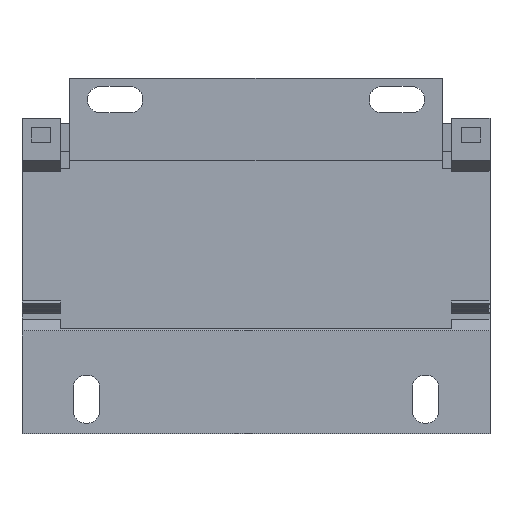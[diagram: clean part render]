
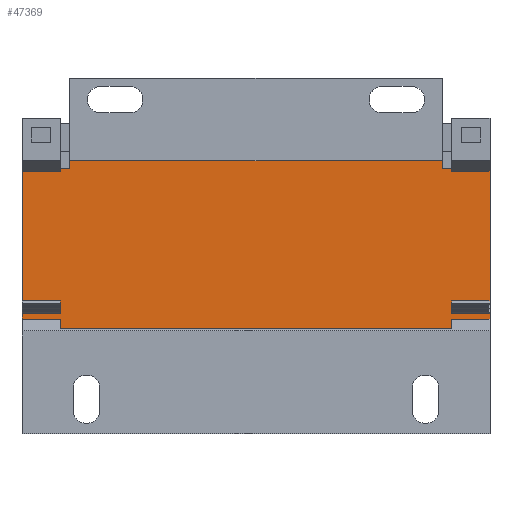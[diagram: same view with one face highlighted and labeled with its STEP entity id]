
A CAD part, top view. The second image highlights one B-rep face of the part: STEP entity #47369.
In plain terms, the highlighted planar face has unit normal (0, 0, 1).
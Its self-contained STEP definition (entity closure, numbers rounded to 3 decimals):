
#3249=CARTESIAN_POINT('',(41.,16.85,42.5));
#3250=VERTEX_POINT('',#3249);
#3257=CARTESIAN_POINT('',(49.0,16.85,42.5));
#3258=VERTEX_POINT('',#3257);
#3259=CARTESIAN_POINT('',(49.0,16.85,42.5));
#3260=DIRECTION('',(-1.0,0.0,0.0));
#3261=VECTOR('',#3260,8.0);
#3262=LINE('',#3259,#3261);
#3263=EDGE_CURVE('',#3258,#3250,#3262,.T.);
#3295=CARTESIAN_POINT('',(39.0,16.85,42.5));
#3296=VERTEX_POINT('',#3295);
#3303=CARTESIAN_POINT('',(41.,16.85,42.5));
#3304=DIRECTION('',(-1.0,0.0,0.0));
#3305=VECTOR('',#3304,2.0);
#3306=LINE('',#3303,#3305);
#3307=EDGE_CURVE('',#3250,#3296,#3306,.T.);
#3317=CARTESIAN_POINT('',(-39.0,16.85,42.5));
#3318=VERTEX_POINT('',#3317);
#3335=CARTESIAN_POINT('',(-41.,16.85,42.5));
#3336=VERTEX_POINT('',#3335);
#3343=CARTESIAN_POINT('',(-39.0,16.85,42.5));
#3344=DIRECTION('',(-1.0,0.0,0.0));
#3345=VECTOR('',#3344,2.0);
#3346=LINE('',#3343,#3345);
#3347=EDGE_CURVE('',#3318,#3336,#3346,.T.);
#3970=CARTESIAN_POINT('',(39.0,18.45,42.5));
#3971=VERTEX_POINT('',#3970);
#3978=CARTESIAN_POINT('',(39.0,18.45,42.5));
#3979=DIRECTION('',(0.0,-1.0,0.0));
#3980=VECTOR('',#3979,1.6);
#3981=LINE('',#3978,#3980);
#3982=EDGE_CURVE('',#3971,#3296,#3981,.T.);
#4232=CARTESIAN_POINT('',(-49.0,16.85,42.5));
#4233=VERTEX_POINT('',#4232);
#4234=CARTESIAN_POINT('',(-41.,16.85,42.5));
#4235=DIRECTION('',(-1.0,0.0,0.0));
#4236=VECTOR('',#4235,8.0);
#4237=LINE('',#4234,#4236);
#4238=EDGE_CURVE('',#3336,#4233,#4237,.T.);
#5140=CARTESIAN_POINT('',(-39.0,18.45,42.5));
#5141=VERTEX_POINT('',#5140);
#5142=CARTESIAN_POINT('',(-39.0,18.45,42.5));
#5143=DIRECTION('',(0.0,-1.0,0.0));
#5144=VECTOR('',#5143,1.6);
#5145=LINE('',#5142,#5144);
#5146=EDGE_CURVE('',#5141,#3318,#5145,.T.);
#8260=CARTESIAN_POINT('',(39.0,18.45,42.5));
#8261=DIRECTION('',(-1.0,0.0,0.0));
#8262=VECTOR('',#8261,78.0);
#8263=LINE('',#8260,#8262);
#8264=EDGE_CURVE('',#3971,#5141,#8263,.T.);
#28767=CARTESIAN_POINT('',(-41.,-16.65,42.5));
#28768=VERTEX_POINT('',#28767);
#28776=CARTESIAN_POINT('',(-49.0,-16.65,42.5));
#28777=VERTEX_POINT('',#28776);
#28778=CARTESIAN_POINT('',(-41.,-16.65,42.5));
#28779=DIRECTION('',(-1.0,0.0,0.0));
#28780=VECTOR('',#28779,8.0);
#28781=LINE('',#28778,#28780);
#28782=EDGE_CURVE('',#28768,#28777,#28781,.T.);
#28815=CARTESIAN_POINT('',(41.,-16.65,42.5));
#28816=VERTEX_POINT('',#28815);
#28933=CARTESIAN_POINT('',(41.,-16.65,42.5));
#28934=DIRECTION('',(-1.0,0.0,0.0));
#28935=VECTOR('',#28934,82.0);
#28936=LINE('',#28933,#28935);
#28937=EDGE_CURVE('',#28816,#28768,#28936,.T.);
#31018=CARTESIAN_POINT('',(-49.0,-13.555,42.5));
#31019=VERTEX_POINT('',#31018);
#31020=CARTESIAN_POINT('',(-49.0,-16.65,42.5));
#31021=DIRECTION('',(0.0,1.0,0.0));
#31022=VECTOR('',#31021,3.095);
#31023=LINE('',#31020,#31022);
#31024=EDGE_CURVE('',#28777,#31019,#31023,.T.);
#31082=CARTESIAN_POINT('',(-49.0,-10.86,42.5));
#31083=VERTEX_POINT('',#31082);
#31090=CARTESIAN_POINT('',(-49.0,-10.86,42.5));
#31091=DIRECTION('',(0.0,1.0,0.0));
#31092=VECTOR('',#31091,27.71);
#31093=LINE('',#31090,#31092);
#31094=EDGE_CURVE('',#31083,#4233,#31093,.T.);
#36450=CARTESIAN_POINT('',(-41.,-10.86,42.5));
#36451=VERTEX_POINT('',#36450);
#36458=CARTESIAN_POINT('',(-41.,-10.86,42.5));
#36459=DIRECTION('',(-1.0,0.0,0.0));
#36460=VECTOR('',#36459,8.);
#36461=LINE('',#36458,#36460);
#36462=EDGE_CURVE('',#36451,#31083,#36461,.T.);
#36473=CARTESIAN_POINT('',(-41.,-13.555,42.5));
#36474=VERTEX_POINT('',#36473);
#36475=CARTESIAN_POINT('',(-41.,-13.555,42.5));
#36476=DIRECTION('',(-1.0,0.0,0.0));
#36477=VECTOR('',#36476,8.);
#36478=LINE('',#36475,#36477);
#36479=EDGE_CURVE('',#36474,#31019,#36478,.T.);
#36536=CARTESIAN_POINT('',(-41.,-10.86,42.5));
#36537=DIRECTION('',(0.0,-1.0,0.0));
#36538=VECTOR('',#36537,2.695);
#36539=LINE('',#36536,#36538);
#36540=EDGE_CURVE('',#36451,#36474,#36539,.T.);
#36762=CARTESIAN_POINT('',(41.,-10.86,42.5));
#36763=VERTEX_POINT('',#36762);
#36764=CARTESIAN_POINT('',(49.0,-10.86,42.5));
#36765=VERTEX_POINT('',#36764);
#36766=CARTESIAN_POINT('',(41.,-10.86,42.5));
#36767=DIRECTION('',(1.0,0.0,0.0));
#36768=VECTOR('',#36767,8.);
#36769=LINE('',#36766,#36768);
#36770=EDGE_CURVE('',#36763,#36765,#36769,.T.);
#36793=CARTESIAN_POINT('',(41.,-13.555,42.5));
#36794=VERTEX_POINT('',#36793);
#36795=CARTESIAN_POINT('',(41.,-13.555,42.5));
#36796=DIRECTION('',(0.0,1.0,0.0));
#36797=VECTOR('',#36796,2.695);
#36798=LINE('',#36795,#36797);
#36799=EDGE_CURVE('',#36794,#36763,#36798,.T.);
#36824=CARTESIAN_POINT('',(49.0,-13.555,42.5));
#36825=VERTEX_POINT('',#36824);
#36826=CARTESIAN_POINT('',(41.,-13.555,42.5));
#36827=DIRECTION('',(1.0,0.0,0.0));
#36828=VECTOR('',#36827,8.);
#36829=LINE('',#36826,#36828);
#36830=EDGE_CURVE('',#36794,#36825,#36829,.T.);
#47314=CARTESIAN_POINT('',(49.0,-16.65,42.5));
#47315=VERTEX_POINT('',#47314);
#47323=CARTESIAN_POINT('',(49.0,-16.65,42.5));
#47324=DIRECTION('',(-1.0,0.0,0.0));
#47325=VECTOR('',#47324,8.0);
#47326=LINE('',#47323,#47325);
#47327=EDGE_CURVE('',#47315,#28816,#47326,.T.);
#47332=CARTESIAN_POINT('',(-53.9,-18.405,42.5));
#47333=DIRECTION('',(0.0,0.0,1.0));
#47334=DIRECTION('',(1.0,0.0,0.0));
#47335=AXIS2_PLACEMENT_3D('',#47332,#47333,#47334);
#47336=PLANE('',#47335);
#47337=ORIENTED_EDGE('',*,*,#36770,.T.);
#47338=CARTESIAN_POINT('',(49.0,-10.86,42.5));
#47339=DIRECTION('',(0.0,1.0,0.0));
#47340=VECTOR('',#47339,27.71);
#47341=LINE('',#47338,#47340);
#47342=EDGE_CURVE('',#36765,#3258,#47341,.T.);
#47343=ORIENTED_EDGE('',*,*,#47342,.T.);
#47344=ORIENTED_EDGE('',*,*,#3263,.T.);
#47345=ORIENTED_EDGE('',*,*,#3307,.T.);
#47346=ORIENTED_EDGE('',*,*,#3982,.F.);
#47347=ORIENTED_EDGE('',*,*,#8264,.T.);
#47348=ORIENTED_EDGE('',*,*,#5146,.T.);
#47349=ORIENTED_EDGE('',*,*,#3347,.T.);
#47350=ORIENTED_EDGE('',*,*,#4238,.T.);
#47351=ORIENTED_EDGE('',*,*,#31094,.F.);
#47352=ORIENTED_EDGE('',*,*,#36462,.F.);
#47353=ORIENTED_EDGE('',*,*,#36540,.T.);
#47354=ORIENTED_EDGE('',*,*,#36479,.T.);
#47355=ORIENTED_EDGE('',*,*,#31024,.F.);
#47356=ORIENTED_EDGE('',*,*,#28782,.F.);
#47357=ORIENTED_EDGE('',*,*,#28937,.F.);
#47358=ORIENTED_EDGE('',*,*,#47327,.F.);
#47359=CARTESIAN_POINT('',(49.0,-16.65,42.5));
#47360=DIRECTION('',(0.0,1.0,0.0));
#47361=VECTOR('',#47360,3.095);
#47362=LINE('',#47359,#47361);
#47363=EDGE_CURVE('',#47315,#36825,#47362,.T.);
#47364=ORIENTED_EDGE('',*,*,#47363,.T.);
#47365=ORIENTED_EDGE('',*,*,#36830,.F.);
#47366=ORIENTED_EDGE('',*,*,#36799,.T.);
#47367=EDGE_LOOP('',(#47337,#47343,#47344,#47345,#47346,#47347,#47348,#47349,#47350,#47351,#47352,#47353,#47354,#47355,#47356,#47357,#47358,#47364,#47365,#47366));
#47368=FACE_OUTER_BOUND('',#47367,.T.);
#47369=ADVANCED_FACE('',(#47368),#47336,.T.);
